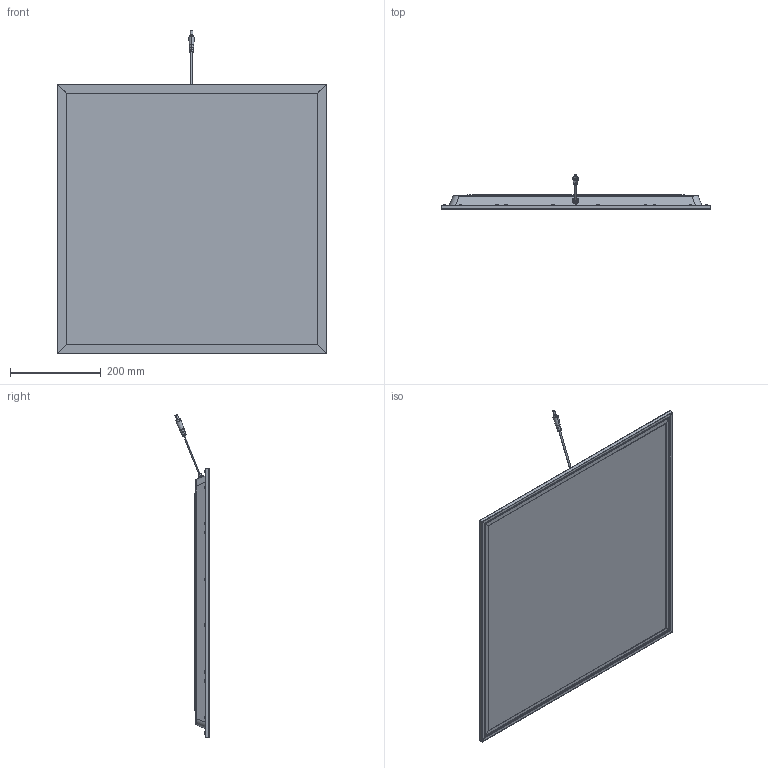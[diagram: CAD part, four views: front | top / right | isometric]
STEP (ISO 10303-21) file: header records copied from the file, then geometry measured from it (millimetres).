
FILE_DESCRIPTION (( 'STEP AP214' ), '1' );
FILE_NAME ('冼軞.STEP', '2020-05-26T08:48:01', ( 'wesley' ), ( '' ), 'SwSTEP 2.0', 'SolidWorks 2014', '' );
FILE_SCHEMA (( 'AUTOMOTIVE_DESIGN' ));
Length unit declared in the file: millimetre
Products named in the file (10): 冼軞; 葩璃 011020072 DC鼠芛(1)^冼軞; OY-QB-170-A - 595; PL0606-A Ass''''y 30W; 600X600X27.5菁攫; PL0606 8甜6揹 等伎等盓; C3芵噩13.6; M3x5蹟佪_PreviewCfg; 571x571孺汃啣; PL0606 8甜6揹等伎等盓
Assembly tree (55 placements, depth 3):
  冼軞
    571x571孺汃啣
    600X600X27.5菁攫
    M3x5蹟佪_PreviewCfg  x32
    PL0606 8甜6揹等伎等盓  x6
      PL0606 8甜6揹 等伎等盓
      C3芵噩13.6
    PL0606-A Ass''''y 30W
      OY-QB-170-A - 595  x4
    葩璃 011020072 DC鼠芛(1)^冼軞
Bounding box: 595 x 75.35 x 713.09 mm (x, y, z)
Volume: 551397.2 mm3; surface area: 1745486.6 mm2
Topology: 93 solids, 93 shells, 4494 faces, 10714 edges, 6767 vertices
Faces by surface type: plane 2295, cylinder 1587, bspline 544, cone 68
Entity records: 66205 total; most frequent: CARTESIAN_POINT 16426, ORIENTED_EDGE 7960, DIRECTION 6330, EDGE_CURVE 3980, VERTEX_POINT 2623, VECTOR 2524, LINE 2524, AXIS2_PLACEMENT_3D 1903
